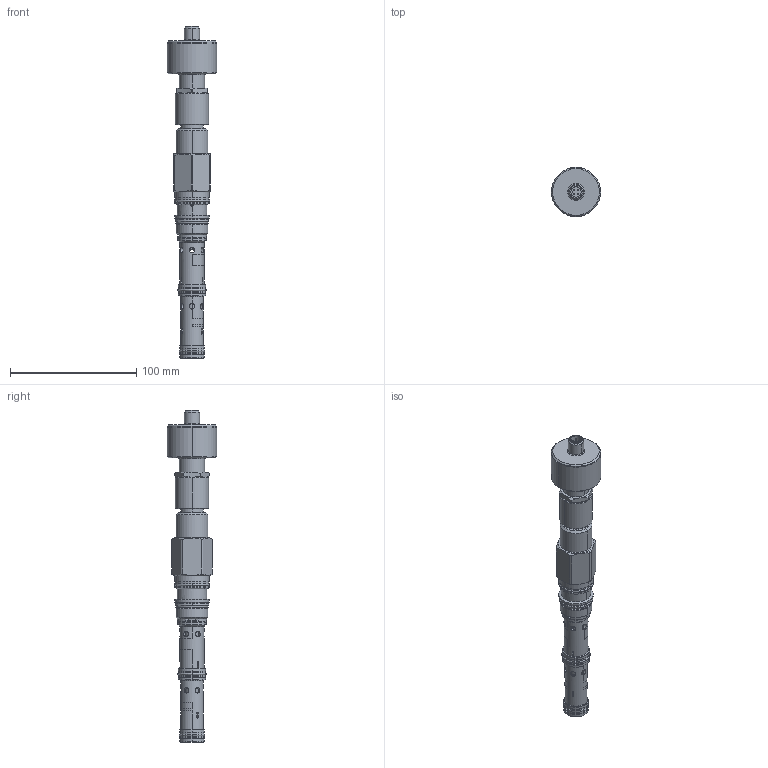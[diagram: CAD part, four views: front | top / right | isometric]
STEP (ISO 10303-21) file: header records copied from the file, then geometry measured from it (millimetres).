
FILE_DESCRIPTION((''),'2;1');
FILE_NAME('FTCAZ-CN_PRT','2012-06-15T',('Administrator'),(''),'PRO/ENGINEER BY PARAMETRIC TECHNOLOGY CORPORATION, 2006240','PRO/ENGINEER BY PARAMETRIC TECHNOLOGY CORPORATION, 2006240','');
FILE_SCHEMA(('CONFIG_CONTROL_DESIGN'));
Length unit declared in the file: inch
Products named in the file (1): FTCAZ-CN_PRT
Bounding box: 38.96 x 38.96 x 262.64 mm (x, y, z)
Volume: 109898.5 mm3; surface area: 45371.4 mm2
Topology: 5 solids, 6 shells, 628 faces, 1455 edges, 891 vertices
Faces by surface type: cylinder 288, plane 129, cone 102, torus 95, revolution 14
Entity records: 23670 total; most frequent: CARTESIAN_POINT 9096, DIRECTION 3198, ORIENTED_EDGE 2894, EDGE_CURVE 1447, AXIS2_PLACEMENT_3D 1353, VERTEX_POINT 891, EDGE_LOOP 762, CIRCLE 739
